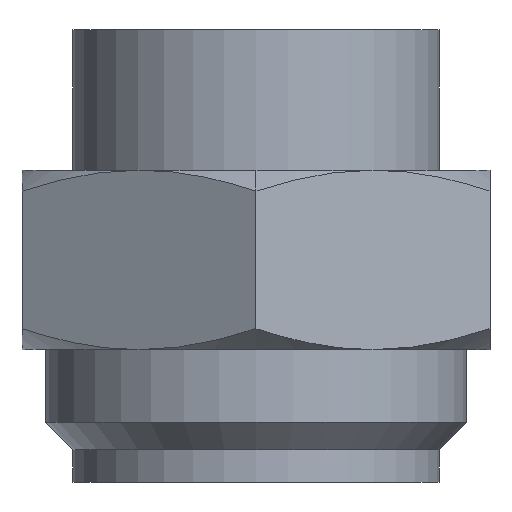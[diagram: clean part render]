
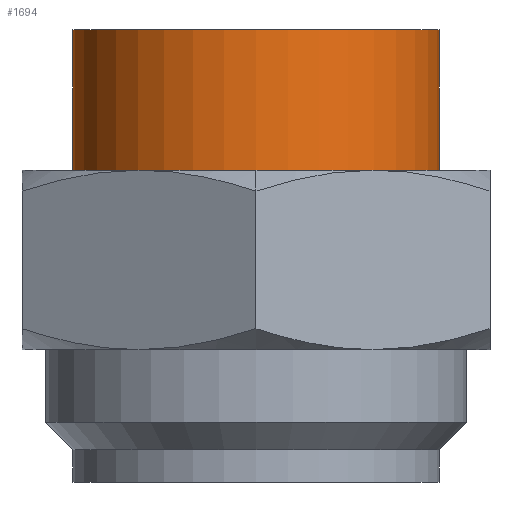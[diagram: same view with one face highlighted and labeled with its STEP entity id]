
A CAD part, left-side view. The second image highlights one B-rep face of the part: STEP entity #1694.
In plain terms, the highlighted cylindrical face has radius 23.5 mm (diameter 47 mm), a partial arc.
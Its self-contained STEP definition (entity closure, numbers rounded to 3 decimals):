
#2 = CARTESIAN_POINT ( 'NONE',  ( 0., 0., 0. ) ) ;
#4 = AXIS2_PLACEMENT_3D ( 'NONE', #2, #10, #9 ) ;
#5 = CIRCLE ( 'NONE', #4, 23.5 ) ;
#9 = DIRECTION ( 'NONE',  ( 0., -1., 0. ) ) ;
#10 = DIRECTION ( 'NONE',  ( 0., 0., 1. ) ) ;
#42 = CARTESIAN_POINT ( 'NONE',  ( 0., -23.5, 22. ) ) ;
#43 = LINE ( 'NONE', #42, #45 ) ;
#44 = DIRECTION ( 'NONE',  ( 0., 0., 1. ) ) ;
#45 = VECTOR ( 'NONE', #44, 1000. ) ;
#106 = CARTESIAN_POINT ( 'NONE',  ( 0., 0., 22. ) ) ;
#108 = AXIS2_PLACEMENT_3D ( 'NONE', #119, #120, #116 ) ;
#109 = AXIS2_PLACEMENT_3D ( 'NONE', #106, #113, #112 ) ;
#110 = CIRCLE ( 'NONE', #109, 23.5 ) ;
#112 = DIRECTION ( 'NONE',  ( 0., -1., 0. ) ) ;
#113 = DIRECTION ( 'NONE',  ( 0., 0., 1. ) ) ;
#116 = DIRECTION ( 'NONE',  ( 0., -1., 0. ) ) ;
#118 = FACE_OUTER_BOUND ( 'NONE', #1699, .T. ) ;
#119 = CARTESIAN_POINT ( 'NONE',  ( 0., 0., 22. ) ) ;
#120 = DIRECTION ( 'NONE',  ( 0., 0., 1. ) ) ;
#129 = CYLINDRICAL_SURFACE ( 'NONE', #108, 23.5 ) ;
#1605 = EDGE_CURVE ( 'NONE', #1609, #1615, #2305, .T. ) ;
#1608 = VERTEX_POINT ( 'NONE', #2317 ) ;
#1609 = VERTEX_POINT ( 'NONE', #2316 ) ;
#1615 = VERTEX_POINT ( 'NONE', #2321 ) ;
#1625 = VERTEX_POINT ( 'NONE', #2342 ) ;
#1636 = EDGE_CURVE ( 'NONE', #1608, #1625, #43, .T. ) ;
#1651 = EDGE_CURVE ( 'NONE', #1609, #1608, #5, .T. ) ;
#1694 = ADVANCED_FACE ( 'NONE', ( #118 ), #129, .T. ) ;
#1699 = EDGE_LOOP ( 'NONE', ( #1708, #1724, #1710, #1709 ) ) ;
#1708 = ORIENTED_EDGE ( 'NONE', *, *, #1605, .F. ) ;
#1709 = ORIENTED_EDGE ( 'NONE', *, *, #1711, .F. ) ;
#1710 = ORIENTED_EDGE ( 'NONE', *, *, #1636, .T. ) ;
#1711 = EDGE_CURVE ( 'NONE', #1615, #1625, #110, .T. ) ;
#1724 = ORIENTED_EDGE ( 'NONE', *, *, #1651, .T. ) ;
#2302 = DIRECTION ( 'NONE',  ( 0., 0., 1. ) ) ;
#2303 = VECTOR ( 'NONE', #2302, 1000. ) ;
#2304 = CARTESIAN_POINT ( 'NONE',  ( 0., 23.5, 22. ) ) ;
#2305 = LINE ( 'NONE', #2304, #2303 ) ;
#2316 = CARTESIAN_POINT ( 'NONE',  ( 0., 23.5, 0. ) ) ;
#2317 = CARTESIAN_POINT ( 'NONE',  ( 0., -23.5, 0. ) ) ;
#2321 = CARTESIAN_POINT ( 'NONE',  ( 0., 23.5, 22. ) ) ;
#2342 = CARTESIAN_POINT ( 'NONE',  ( 0., -23.5, 22. ) ) ;
